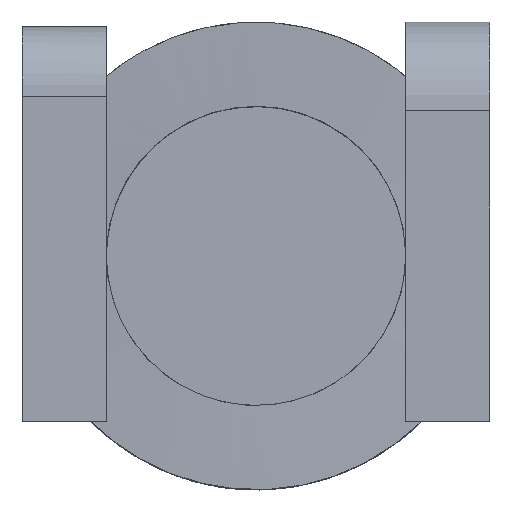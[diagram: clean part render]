
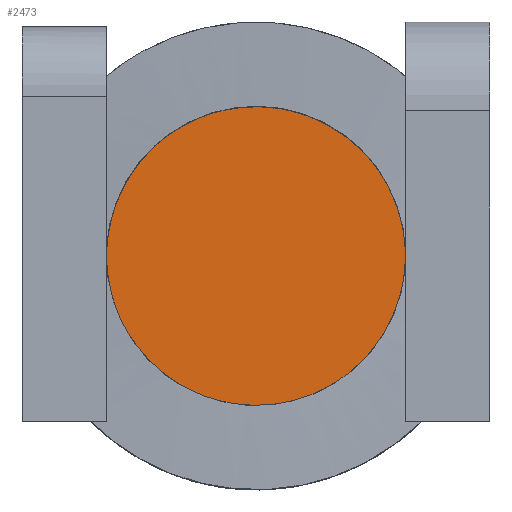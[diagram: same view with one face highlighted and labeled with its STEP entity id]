
A CAD part, top view. The second image highlights one B-rep face of the part: STEP entity #2473.
In plain terms, the highlighted face is planar.
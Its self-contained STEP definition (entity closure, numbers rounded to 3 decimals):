
#60=PLANE('',#2593);
#130=CIRCLE('',#2591,4.8);
#131=CIRCLE('',#2592,4.8);
#144=LINE('',#3134,#252);
#186=LINE('',#3359,#294);
#252=VECTOR('',#2675,1000.);
#294=VECTOR('',#2767,1000.);
#517=ORIENTED_EDGE('',*,*,#906,.F.);
#518=ORIENTED_EDGE('',*,*,#975,.T.);
#519=ORIENTED_EDGE('',*,*,#974,.T.);
#520=ORIENTED_EDGE('',*,*,#965,.F.);
#906=EDGE_CURVE('',#1175,#1176,#144,.T.);
#965=EDGE_CURVE('',#1176,#1212,#186,.T.);
#974=EDGE_CURVE('',#1214,#1212,#130,.T.);
#975=EDGE_CURVE('',#1175,#1214,#131,.T.);
#1175=VERTEX_POINT('',#3133);
#1176=VERTEX_POINT('',#3135);
#1212=VERTEX_POINT('',#3360);
#1214=VERTEX_POINT('',#3704);
#1509=EDGE_LOOP('',(#517,#518,#519,#520));
#1624=FACE_BOUND('',#1509,.T.);
#2473=ADVANCED_FACE('',(#1624),#60,.T.);
#2591=AXIS2_PLACEMENT_3D('',#3703,#2783,#2784);
#2592=AXIS2_PLACEMENT_3D('',#3705,#2785,#2786);
#2593=AXIS2_PLACEMENT_3D('',#3706,#2787,#2788);
#2675=DIRECTION('',(0.,-1.,0.));
#2767=DIRECTION('',(-1.,0.,0.));
#2783=DIRECTION('',(0.,0.,-1.));
#2784=DIRECTION('',(-1.,0.,0.));
#2785=DIRECTION('',(0.,0.,-1.));
#2786=DIRECTION('',(-1.,0.,0.));
#2787=DIRECTION('',(0.,0.,-1.));
#2788=DIRECTION('',(1.,0.,0.));
#3133=CARTESIAN_POINT('',(-3.2,3.578,4.287));
#3134=CARTESIAN_POINT('',(-3.2,0.,4.287));
#3135=CARTESIAN_POINT('',(-3.2,2.848,4.287));
#3359=CARTESIAN_POINT('',(-5.,2.848,4.287));
#3360=CARTESIAN_POINT('',(-3.864,2.848,4.287));
#3703=CARTESIAN_POINT('',(0.,0.,4.287));
#3704=CARTESIAN_POINT('',(-4.8,0.,4.287));
#3705=CARTESIAN_POINT('',(0.,0.,4.287));
#3706=CARTESIAN_POINT('',(0.,0.,4.287));
